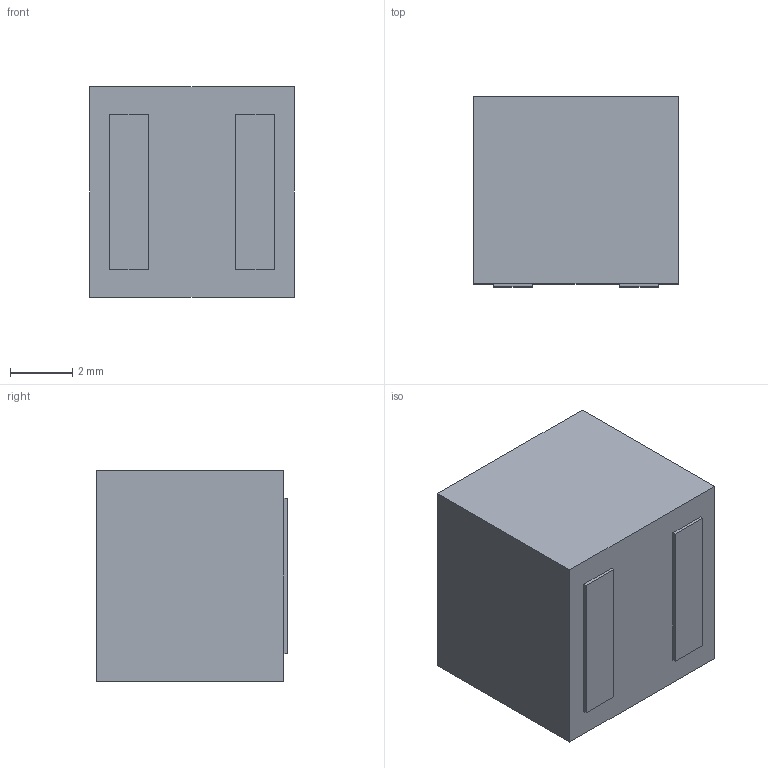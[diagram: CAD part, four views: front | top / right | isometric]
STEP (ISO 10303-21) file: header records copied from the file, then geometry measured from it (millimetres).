
FILE_DESCRIPTION(('FreeCAD Model'),'2;1');
FILE_NAME('Open CASCADE Shape Model','2024-10-28T16:57:41',(''),(''), 'Open CASCADE STEP processor 7.6','FreeCAD','Unknown');
FILE_SCHEMA(('AUTOMOTIVE_DESIGN { 1 0 10303 214 1 1 1 1 }'));
Length unit declared in the file: millimetre
Products named in the file (1): Coilcraft-XFL6060-473
Bounding box: 6.56 x 6.1 x 6.76 mm (x, y, z)
Volume: 267.3 mm3; surface area: 251.1 mm2
Topology: 1 solids, 1 shells, 85 faces, 194 edges, 119 vertices
Faces by surface type: plane 46, bspline 39
Entity records: 4373 total; most frequent: CARTESIAN_POINT 2136, ORIENTED_EDGE 388, DIRECTION 210, EDGE_CURVE 194, VERTEX_POINT 119, LINE 116, VECTOR 116, FACE_BOUND 93
